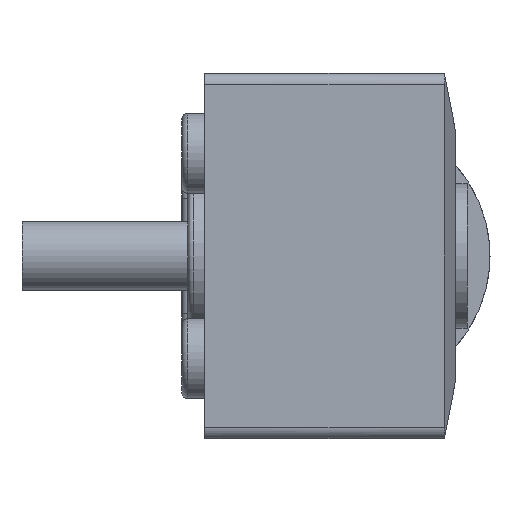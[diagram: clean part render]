
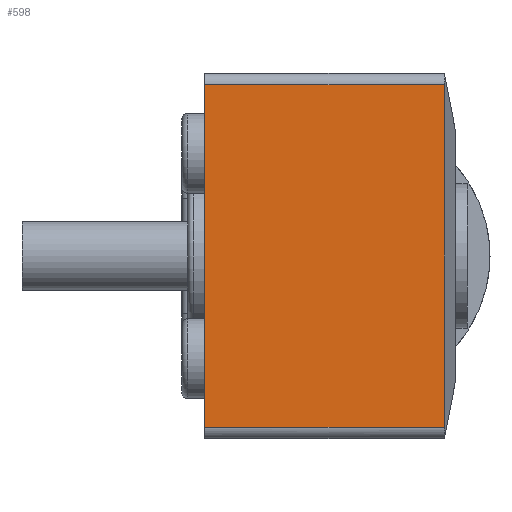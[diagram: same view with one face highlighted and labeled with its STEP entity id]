
A CAD part, left-side view. The second image highlights one B-rep face of the part: STEP entity #598.
In plain terms, the highlighted planar face has unit normal (-1, 0, 0).
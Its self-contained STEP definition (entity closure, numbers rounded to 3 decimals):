
#232 = VERTEX_POINT('',#233);
#233 = CARTESIAN_POINT('',(-23.,0.,-15.));
#240 = EDGE_CURVE('',#241,#232,#243,.T.);
#241 = VERTEX_POINT('',#242);
#242 = CARTESIAN_POINT('',(-23.,0.,15.));
#243 = LINE('',#244,#245);
#244 = CARTESIAN_POINT('',(-23.,0.,16.));
#245 = VECTOR('',#246,1.);
#246 = DIRECTION('',(0.,0.,-1.));
#545 = EDGE_CURVE('',#232,#546,#548,.T.);
#546 = VERTEX_POINT('',#547);
#547 = CARTESIAN_POINT('',(-23.,-21.,-15.));
#548 = LINE('',#549,#550);
#549 = CARTESIAN_POINT('',(-23.,0.,-15.));
#550 = VECTOR('',#551,1.);
#551 = DIRECTION('',(0.,-1.,0.));
#579 = EDGE_CURVE('',#241,#580,#582,.T.);
#580 = VERTEX_POINT('',#581);
#581 = CARTESIAN_POINT('',(-23.,-21.,15.));
#582 = LINE('',#583,#584);
#583 = CARTESIAN_POINT('',(-23.,0.,15.));
#584 = VECTOR('',#585,1.);
#585 = DIRECTION('',(0.,-1.,0.));
#598 = ADVANCED_FACE('',(#599),#610,.F.);
#599 = FACE_BOUND('',#600,.F.);
#600 = EDGE_LOOP('',(#601,#607,#608,#609));
#601 = ORIENTED_EDGE('',*,*,#602,.T.);
#602 = EDGE_CURVE('',#580,#546,#603,.T.);
#603 = LINE('',#604,#605);
#604 = CARTESIAN_POINT('',(-23.,-21.,16.));
#605 = VECTOR('',#606,1.);
#606 = DIRECTION('',(0.,0.,-1.));
#607 = ORIENTED_EDGE('',*,*,#545,.F.);
#608 = ORIENTED_EDGE('',*,*,#240,.F.);
#609 = ORIENTED_EDGE('',*,*,#579,.T.);
#610 = PLANE('',#611);
#611 = AXIS2_PLACEMENT_3D('',#612,#613,#614);
#612 = CARTESIAN_POINT('',(-23.,0.,16.));
#613 = DIRECTION('',(1.,0.,0.));
#614 = DIRECTION('',(0.,0.,-1.));
